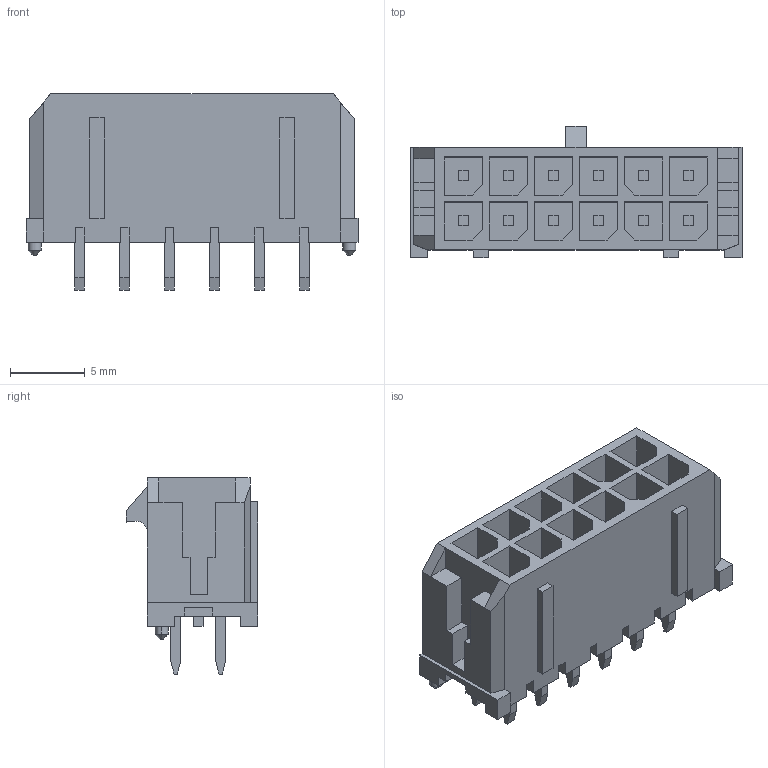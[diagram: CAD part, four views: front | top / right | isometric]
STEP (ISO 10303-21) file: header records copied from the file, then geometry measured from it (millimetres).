
FILE_DESCRIPTION((''),'2;1');
FILE_NAME('430451227','2020-04-16T',('gga'),(''),'PRO/ENGINEER BY PARAMETRIC TECHNOLOGY CORPORATION, 2016010','PRO/ENGINEER BY PARAMETRIC TECHNOLOGY CORPORATION, 2016010','');
FILE_SCHEMA(('CONFIG_CONTROL_DESIGN'));
Length unit declared in the file: millimetre
Products named in the file (1): 430451227
Bounding box: 22.15 x 8.77 x 13.09 mm (x, y, z)
Volume: 889.1 mm3; surface area: 2009.3 mm2
Topology: 1 solids, 1 shells, 441 faces, 1247 edges, 842 vertices
Faces by surface type: plane 432, cylinder 5, cone 4
Entity records: 14004 total; most frequent: CARTESIAN_POINT 2495, ORIENTED_EDGE 2430, DIRECTION 2173, EDGE_CURVE 1215, VECTOR 1205, LINE 1205, VERTEX_POINT 806, AXIS2_PLACEMENT_3D 484
